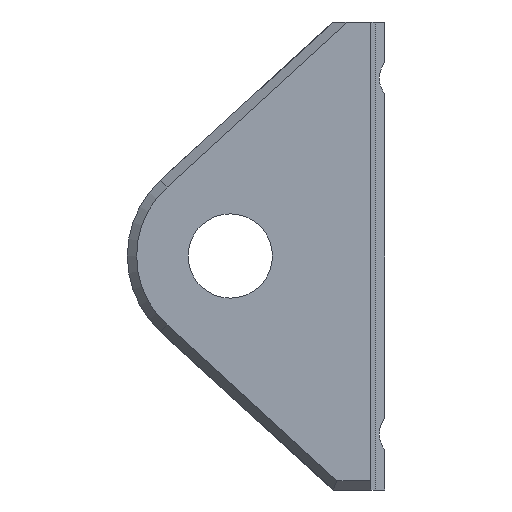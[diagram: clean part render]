
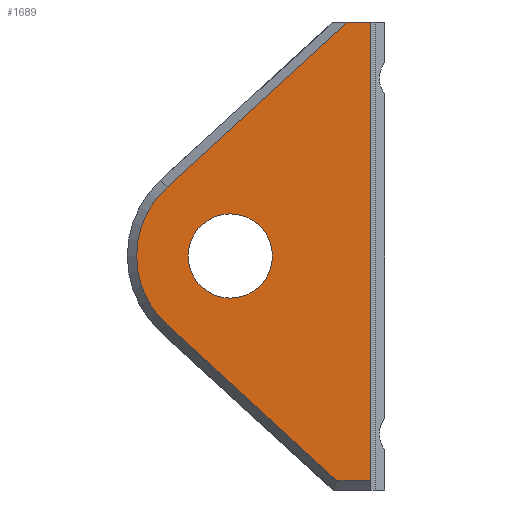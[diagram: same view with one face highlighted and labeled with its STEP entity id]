
A CAD part, front view. The second image highlights one B-rep face of the part: STEP entity #1689.
In plain terms, the highlighted planar face has unit normal (0, -1, 0).
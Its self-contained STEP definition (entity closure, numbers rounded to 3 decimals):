
#31 = FACE_OUTER_BOUND ( 'NONE', #1564, .T. ) ;
#48 = CARTESIAN_POINT ( 'NONE',  ( 0., 0., 0. ) ) ;
#51 = VERTEX_POINT ( 'NONE', #141 ) ;
#62 = CIRCLE ( 'NONE', #272, 4.5 ) ;
#90 = ORIENTED_EDGE ( 'NONE', *, *, #474, .F. ) ;
#92 = VERTEX_POINT ( 'NONE', #1415 ) ;
#93 = ORIENTED_EDGE ( 'NONE', *, *, #622, .T. ) ;
#137 = AXIS2_PLACEMENT_3D ( 'NONE', #1518, #710, #1655 ) ;
#141 = CARTESIAN_POINT ( 'NONE',  ( 0., 0., -4.5 ) ) ;
#174 = ORIENTED_EDGE ( 'NONE', *, *, #947, .T. ) ;
#196 = DIRECTION ( 'NONE',  ( 0., 0., 1. ) ) ;
#204 = PLANE ( 'NONE',  #1725 ) ;
#206 = CARTESIAN_POINT ( 'NONE',  ( 0., 0., 0. ) ) ;
#270 = CARTESIAN_POINT ( 'NONE',  ( 11., 0., 25. ) ) ;
#272 = AXIS2_PLACEMENT_3D ( 'NONE', #206, #1265, #1413 ) ;
#284 = LINE ( 'NONE', #270, #476 ) ;
#332 = CARTESIAN_POINT ( 'NONE',  ( 0., 0., 0. ) ) ;
#352 = EDGE_CURVE ( 'NONE', #92, #792, #603, .T. ) ;
#371 = CARTESIAN_POINT ( 'NONE',  ( -6.756, 0., -7.373 ) ) ;
#413 = CIRCLE ( 'NONE', #137, 10. ) ;
#434 = AXIS2_PLACEMENT_3D ( 'NONE', #48, #989, #1394 ) ;
#474 = EDGE_CURVE ( 'NONE', #1346, #92, #284, .T. ) ;
#476 = VECTOR ( 'NONE', #1594, 1000. ) ;
#504 = CARTESIAN_POINT ( 'NONE',  ( 11.389, 0., -24. ) ) ;
#534 = ORIENTED_EDGE ( 'NONE', *, *, #1406, .T. ) ;
#548 = EDGE_CURVE ( 'NONE', #1346, #1734, #1092, .T. ) ;
#561 = VECTOR ( 'NONE', #1177, 1000. ) ;
#587 = DIRECTION ( 'NONE',  ( 0., 1., 0. ) ) ;
#603 = LINE ( 'NONE', #1329, #561 ) ;
#622 = EDGE_CURVE ( 'NONE', #1362, #51, #686, .T. ) ;
#648 = EDGE_CURVE ( 'NONE', #1734, #1525, #413, .T. ) ;
#681 = DIRECTION ( 'NONE',  ( 0.737, 0., -0.676 ) ) ;
#686 = CIRCLE ( 'NONE', #434, 4.5 ) ;
#710 = DIRECTION ( 'NONE',  ( 0., -1., 0. ) ) ;
#716 = CARTESIAN_POINT ( 'NONE',  ( -6.756, 0., 7.373 ) ) ;
#760 = CARTESIAN_POINT ( 'NONE',  ( 12.48, 0., 25. ) ) ;
#777 = VECTOR ( 'NONE', #1622, 1000. ) ;
#792 = VERTEX_POINT ( 'NONE', #1457 ) ;
#802 = CARTESIAN_POINT ( 'NONE',  ( -6.756, 0., -7.373 ) ) ;
#811 = VERTEX_POINT ( 'NONE', #504 ) ;
#824 = LINE ( 'NONE', #802, #1482 ) ;
#835 = CARTESIAN_POINT ( 'NONE',  ( -6.756, 0., 7.373 ) ) ;
#867 = LINE ( 'NONE', #893, #1175 ) ;
#882 = DIRECTION ( 'NONE',  ( 1., 0., 0. ) ) ;
#893 = CARTESIAN_POINT ( 'NONE',  ( 0., 0., -24. ) ) ;
#914 = ORIENTED_EDGE ( 'NONE', *, *, #352, .F. ) ;
#919 = ORIENTED_EDGE ( 'NONE', *, *, #548, .T. ) ;
#947 = EDGE_CURVE ( 'NONE', #1525, #811, #824, .T. ) ;
#989 = DIRECTION ( 'NONE',  ( 0., 1., 0. ) ) ;
#1047 = ORIENTED_EDGE ( 'NONE', *, *, #1208, .T. ) ;
#1092 = LINE ( 'NONE', #835, #777 ) ;
#1170 = CARTESIAN_POINT ( 'NONE',  ( 0., 0., 4.5 ) ) ;
#1175 = VECTOR ( 'NONE', #882, 1000. ) ;
#1177 = DIRECTION ( 'NONE',  ( 0., 0., -1. ) ) ;
#1208 = EDGE_CURVE ( 'NONE', #51, #1362, #62, .T. ) ;
#1235 = ORIENTED_EDGE ( 'NONE', *, *, #648, .T. ) ;
#1265 = DIRECTION ( 'NONE',  ( 0., 1., 0. ) ) ;
#1329 = CARTESIAN_POINT ( 'NONE',  ( 15., 0., -25. ) ) ;
#1346 = VERTEX_POINT ( 'NONE', #760 ) ;
#1362 = VERTEX_POINT ( 'NONE', #1170 ) ;
#1394 = DIRECTION ( 'NONE',  ( 0., 0., 1. ) ) ;
#1406 = EDGE_CURVE ( 'NONE', #811, #792, #867, .T. ) ;
#1413 = DIRECTION ( 'NONE',  ( 0., 0., 1. ) ) ;
#1415 = CARTESIAN_POINT ( 'NONE',  ( 15., 0., 25. ) ) ;
#1457 = CARTESIAN_POINT ( 'NONE',  ( 15., 0., -24. ) ) ;
#1474 = FACE_BOUND ( 'NONE', #1625, .T. ) ;
#1482 = VECTOR ( 'NONE', #681, 1000. ) ;
#1518 = CARTESIAN_POINT ( 'NONE',  ( 0., 0., 0. ) ) ;
#1525 = VERTEX_POINT ( 'NONE', #371 ) ;
#1564 = EDGE_LOOP ( 'NONE', ( #90, #919, #1235, #174, #534, #914 ) ) ;
#1594 = DIRECTION ( 'NONE',  ( 1., 0., 0. ) ) ;
#1622 = DIRECTION ( 'NONE',  ( -0.737, 0., -0.676 ) ) ;
#1625 = EDGE_LOOP ( 'NONE', ( #93, #1047 ) ) ;
#1655 = DIRECTION ( 'NONE',  ( 0., 0., 1. ) ) ;
#1689 = ADVANCED_FACE ( 'NONE', ( #31, #1474 ), #204, .F. ) ;
#1725 = AXIS2_PLACEMENT_3D ( 'NONE', #332, #587, #196 ) ;
#1734 = VERTEX_POINT ( 'NONE', #716 ) ;
